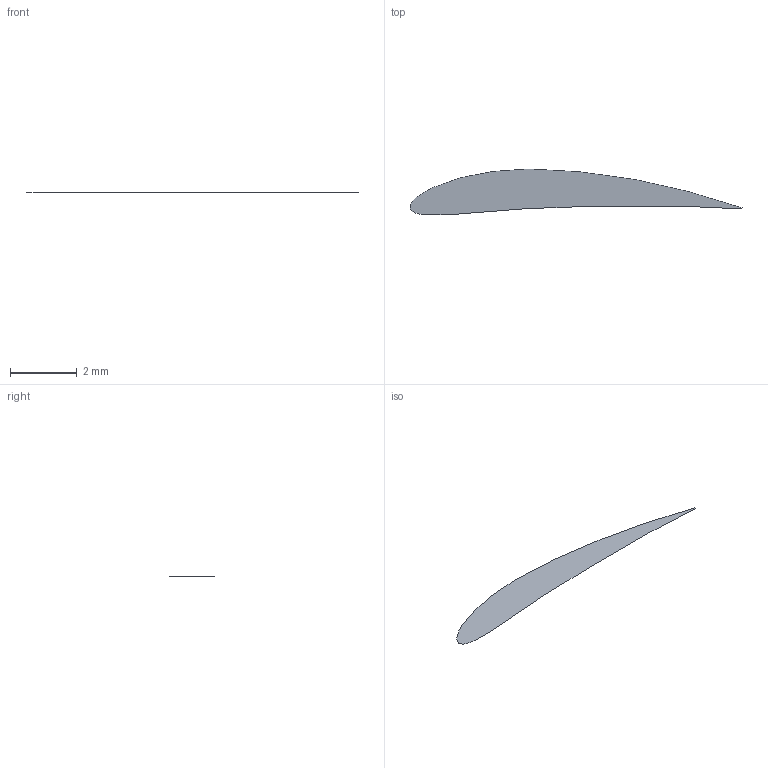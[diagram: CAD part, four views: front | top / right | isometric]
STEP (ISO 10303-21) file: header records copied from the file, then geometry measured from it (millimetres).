
FILE_DESCRIPTION(/* description */ (''),/* implementation_level */ '2;1');
FILE_NAME(/* name */ 'airfoil6412.step',/* time_stamp */ '2025-07-24T00:28:36+02:00',/* author */ (''),/* organization */ (''),/* preprocessor_version */ 'ST-DEVELOPER v20.1',/* originating_system */ 'Autodesk Translation Framework v14.10.0.0',/* authorisation */ '');
FILE_SCHEMA (('AUTOMOTIVE_DESIGN { 1 0 10303 214 3 1 1 }'));
Length unit declared in the file: millimetre
Products named in the file (2): airfoil 6412; Komponent1
Assembly tree (1 placements, depth 2):
  airfoil 6412
    Komponent1
Bounding box: 9.98 x 1.38 x 0 mm (x, y, z)
Surface area: 8.3 mm2 (no closed solid volume)
Topology: 0 solids, 1 shells, 1 faces, 2 edges, 2 vertices
Faces by surface type: plane 1
Entity records: 380 total; most frequent: CARTESIAN_POINT 308, DIRECTION 9, AXIS2_PLACEMENT_3D 4, UNCERTAINTY_MEASURE_WITH_UNIT 3, PRODUCT_DEFINITION_SHAPE 3, VERTEX_POINT 2, EDGE_CURVE 2, ORIENTED_EDGE 2
